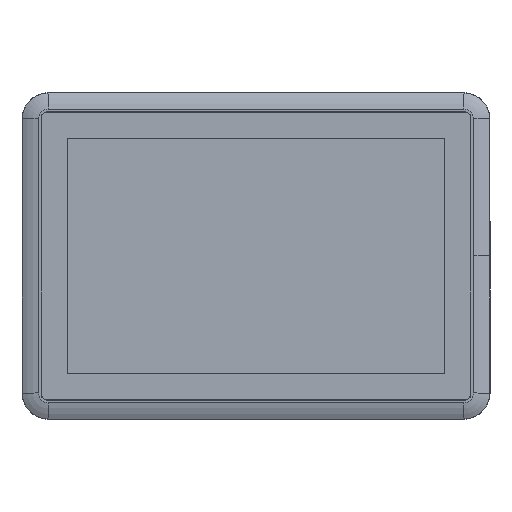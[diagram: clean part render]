
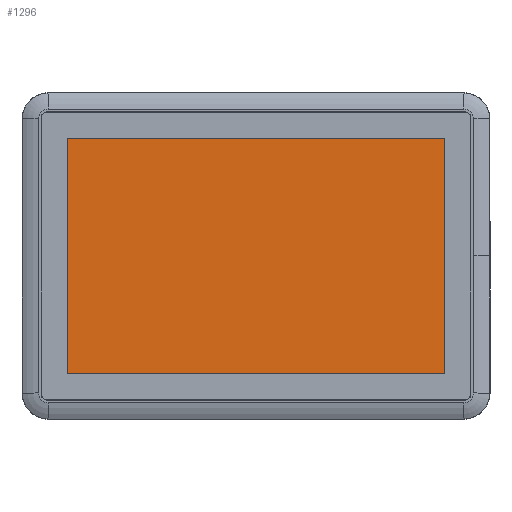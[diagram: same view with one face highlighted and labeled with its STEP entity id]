
A CAD part, top view. The second image highlights one B-rep face of the part: STEP entity #1296.
In plain terms, the highlighted planar face has unit normal (0, 0, 1).
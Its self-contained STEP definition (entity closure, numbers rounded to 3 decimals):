
#187 = VERTEX_POINT ( 'NONE', #18551 ) ;
#648 = EDGE_CURVE ( 'NONE', #14992, #22108, #24530, .T. ) ;
#1296 = ADVANCED_FACE ( 'NONE', ( #11832 ), #24103, .T. ) ;
#1840 = CARTESIAN_POINT ( 'NONE',  ( -108.48, -67.8, 5.8 ) ) ;
#2037 = CARTESIAN_POINT ( 'NONE',  ( 0., 0., 5.8 ) ) ;
#2473 = CARTESIAN_POINT ( 'NONE',  ( 108.48, 67.8, 5.8 ) ) ;
#3192 = DIRECTION ( 'NONE',  ( 0., -1., 0. ) ) ;
#4207 = LINE ( 'NONE', #1840, #10031 ) ;
#5874 = VERTEX_POINT ( 'NONE', #34971 ) ;
#8334 = ORIENTED_EDGE ( 'NONE', *, *, #11364, .T. ) ;
#8588 = DIRECTION ( 'NONE',  ( -1., 0., 0. ) ) ;
#10031 = VECTOR ( 'NONE', #3192, 1000. ) ;
#11364 = EDGE_CURVE ( 'NONE', #22108, #187, #4207, .T. ) ;
#11832 = FACE_OUTER_BOUND ( 'NONE', #13794, .T. ) ;
#13794 = EDGE_LOOP ( 'NONE', ( #30434, #25681, #8334, #25007 ) ) ;
#14572 = CARTESIAN_POINT ( 'NONE',  ( -108.48, 67.8, 5.8 ) ) ;
#14992 = VERTEX_POINT ( 'NONE', #45279 ) ;
#17975 = LINE ( 'NONE', #48909, #31107 ) ;
#18551 = CARTESIAN_POINT ( 'NONE',  ( -108.48, -67.8, 5.8 ) ) ;
#20408 = DIRECTION ( 'NONE',  ( 0., 1., 0. ) ) ;
#20746 = LINE ( 'NONE', #49250, #46410 ) ;
#22108 = VERTEX_POINT ( 'NONE', #14572 ) ;
#24103 = PLANE ( 'NONE',  #30767 ) ;
#24530 = LINE ( 'NONE', #2473, #48716 ) ;
#25007 = ORIENTED_EDGE ( 'NONE', *, *, #49759, .T. ) ;
#25681 = ORIENTED_EDGE ( 'NONE', *, *, #648, .T. ) ;
#27332 = DIRECTION ( 'NONE',  ( 1., 0., 0. ) ) ;
#30434 = ORIENTED_EDGE ( 'NONE', *, *, #38002, .T. ) ;
#30695 = DIRECTION ( 'NONE',  ( 0., 0., 1. ) ) ;
#30767 = AXIS2_PLACEMENT_3D ( 'NONE', #2037, #30695, #8588 ) ;
#31107 = VECTOR ( 'NONE', #20408, 1000. ) ;
#31136 = DIRECTION ( 'NONE',  ( -1., 0., 0. ) ) ;
#34971 = CARTESIAN_POINT ( 'NONE',  ( 108.48, -67.8, 5.8 ) ) ;
#38002 = EDGE_CURVE ( 'NONE', #5874, #14992, #17975, .T. ) ;
#45279 = CARTESIAN_POINT ( 'NONE',  ( 108.48, 67.8, 5.8 ) ) ;
#46410 = VECTOR ( 'NONE', #27332, 1000. ) ;
#48716 = VECTOR ( 'NONE', #31136, 1000. ) ;
#48909 = CARTESIAN_POINT ( 'NONE',  ( 108.48, -67.8, 5.8 ) ) ;
#49250 = CARTESIAN_POINT ( 'NONE',  ( 108.48, -67.8, 5.8 ) ) ;
#49759 = EDGE_CURVE ( 'NONE', #187, #5874, #20746, .T. ) ;
